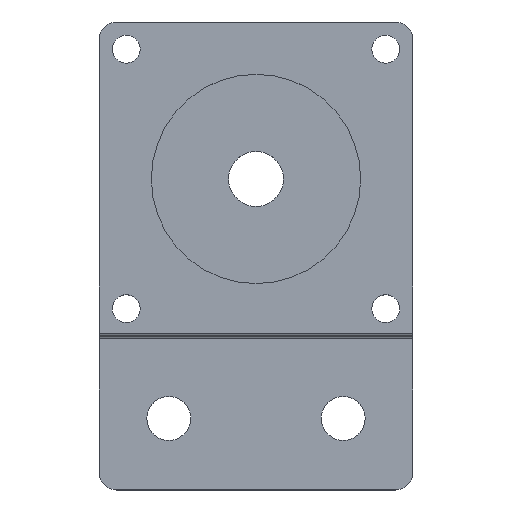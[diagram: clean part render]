
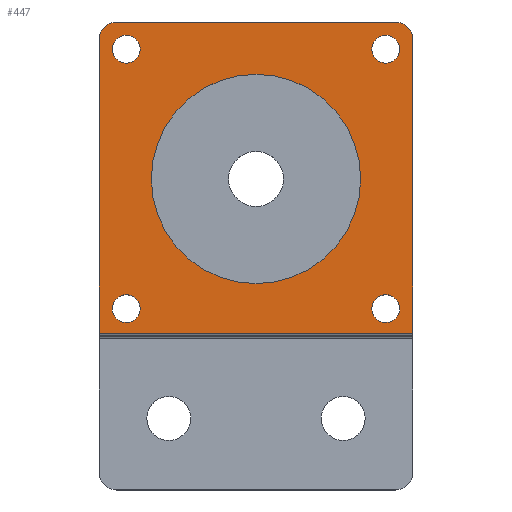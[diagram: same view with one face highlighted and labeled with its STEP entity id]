
A CAD part, top view. The second image highlights one B-rep face of the part: STEP entity #447.
In plain terms, the highlighted planar face has unit normal (0, 0, 1).
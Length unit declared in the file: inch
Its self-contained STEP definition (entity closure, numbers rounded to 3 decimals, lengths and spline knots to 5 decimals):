
#18=FACE_BOUND('',#87,.T.);
#19=FACE_BOUND('',#88,.T.);
#20=FACE_BOUND('',#89,.T.);
#21=FACE_BOUND('',#90,.T.);
#22=FACE_BOUND('',#91,.T.);
#37=PLANE('',#512);
#60=FACE_OUTER_BOUND('',#86,.T.);
#86=EDGE_LOOP('',(#386,#387,#388,#389,#390,#391));
#87=EDGE_LOOP('',(#392));
#88=EDGE_LOOP('',(#393));
#89=EDGE_LOOP('',(#394));
#90=EDGE_LOOP('',(#395));
#91=EDGE_LOOP('',(#396));
#110=LINE('',#698,#142);
#114=LINE('',#706,#146);
#124=LINE('',#749,#156);
#130=LINE('',#765,#162);
#142=VECTOR('',#564,0.3937);
#146=VECTOR('',#570,0.3937);
#156=VECTOR('',#620,0.3937);
#162=VECTOR('',#634,0.3937);
#164=CIRCLE('',#464,0.75);
#177=CIRCLE('',#487,0.1);
#179=CIRCLE('',#490,0.1);
#182=CIRCLE('',#495,0.1);
#185=CIRCLE('',#500,0.1);
#188=CIRCLE('',#505,0.125);
#190=CIRCLE('',#509,0.125);
#192=VERTEX_POINT('',#652);
#208=VERTEX_POINT('',#694);
#209=VERTEX_POINT('',#696);
#212=VERTEX_POINT('',#704);
#215=VERTEX_POINT('',#716);
#217=VERTEX_POINT('',#722);
#220=VERTEX_POINT('',#732);
#223=VERTEX_POINT('',#742);
#225=VERTEX_POINT('',#748);
#229=VERTEX_POINT('',#758);
#231=VERTEX_POINT('',#764);
#232=EDGE_CURVE('',#192,#192,#164,.T.);
#254=EDGE_CURVE('',#208,#209,#110,.T.);
#258=EDGE_CURVE('',#209,#212,#114,.T.);
#263=EDGE_CURVE('',#215,#215,#177,.T.);
#266=EDGE_CURVE('',#217,#217,#179,.T.);
#271=EDGE_CURVE('',#220,#220,#182,.T.);
#276=EDGE_CURVE('',#223,#223,#185,.T.);
#279=EDGE_CURVE('',#225,#208,#124,.T.);
#284=EDGE_CURVE('',#229,#225,#188,.T.);
#287=EDGE_CURVE('',#231,#229,#130,.T.);
#290=EDGE_CURVE('',#212,#231,#190,.T.);
#386=ORIENTED_EDGE('',*,*,#254,.T.);
#387=ORIENTED_EDGE('',*,*,#258,.T.);
#388=ORIENTED_EDGE('',*,*,#290,.T.);
#389=ORIENTED_EDGE('',*,*,#287,.T.);
#390=ORIENTED_EDGE('',*,*,#284,.T.);
#391=ORIENTED_EDGE('',*,*,#279,.T.);
#392=ORIENTED_EDGE('',*,*,#232,.T.);
#393=ORIENTED_EDGE('',*,*,#276,.T.);
#394=ORIENTED_EDGE('',*,*,#271,.T.);
#395=ORIENTED_EDGE('',*,*,#266,.T.);
#396=ORIENTED_EDGE('',*,*,#263,.T.);
#447=ADVANCED_FACE('',(#60,#18,#19,#20,#21,#22),#37,.T.);
#464=AXIS2_PLACEMENT_3D('',#653,#518,#519);
#487=AXIS2_PLACEMENT_3D('',#717,#582,#583);
#490=AXIS2_PLACEMENT_3D('',#723,#589,#590);
#495=AXIS2_PLACEMENT_3D('',#733,#601,#602);
#500=AXIS2_PLACEMENT_3D('',#743,#613,#614);
#505=AXIS2_PLACEMENT_3D('',#759,#628,#629);
#509=AXIS2_PLACEMENT_3D('',#769,#640,#641);
#512=AXIS2_PLACEMENT_3D('',#772,#646,#647);
#518=DIRECTION('center_axis',(0.,0.,-1.));
#519=DIRECTION('ref_axis',(1.,0.,0.));
#564=DIRECTION('',(1.,0.,0.));
#570=DIRECTION('',(0.,1.,0.));
#582=DIRECTION('center_axis',(0.,0.,-1.));
#583=DIRECTION('ref_axis',(1.,0.,0.));
#589=DIRECTION('center_axis',(0.,0.,-1.));
#590=DIRECTION('ref_axis',(1.,0.,0.));
#601=DIRECTION('center_axis',(0.,0.,-1.));
#602=DIRECTION('ref_axis',(1.,0.,0.));
#613=DIRECTION('center_axis',(0.,0.,-1.));
#614=DIRECTION('ref_axis',(1.,0.,0.));
#620=DIRECTION('',(0.,-1.,0.));
#628=DIRECTION('center_axis',(0.,0.,1.));
#629=DIRECTION('ref_axis',(0.,1.,0.));
#634=DIRECTION('',(-1.,0.,0.));
#640=DIRECTION('center_axis',(0.,0.,1.));
#641=DIRECTION('ref_axis',(1.,0.,0.));
#646=DIRECTION('center_axis',(0.,0.,1.));
#647=DIRECTION('ref_axis',(1.,0.,0.));
#652=CARTESIAN_POINT('',(-1.84689,1.63091,0.345));
#653=CARTESIAN_POINT('Origin',(-1.09689,1.63091,0.345));
#694=CARTESIAN_POINT('',(-2.22189,0.52591,0.345));
#696=CARTESIAN_POINT('',(0.02811,0.52591,0.345));
#698=CARTESIAN_POINT('',(0.02811,0.52591,0.345));
#704=CARTESIAN_POINT('',(0.02811,2.63091,0.345));
#706=CARTESIAN_POINT('',(0.02811,2.63091,0.345));
#716=CARTESIAN_POINT('',(-0.26689,0.70091,0.345));
#717=CARTESIAN_POINT('Origin',(-0.16689,0.70091,0.345));
#722=CARTESIAN_POINT('',(-2.12689,2.56091,0.345));
#723=CARTESIAN_POINT('Origin',(-2.02689,2.56091,0.345));
#732=CARTESIAN_POINT('',(-0.26689,2.56091,0.345));
#733=CARTESIAN_POINT('Origin',(-0.16689,2.56091,0.345));
#742=CARTESIAN_POINT('',(-2.12689,0.70091,0.345));
#743=CARTESIAN_POINT('Origin',(-2.02689,0.70091,0.345));
#748=CARTESIAN_POINT('',(-2.22189,2.63091,0.345));
#749=CARTESIAN_POINT('',(-2.22189,-0.47309,0.345));
#758=CARTESIAN_POINT('',(-2.09689,2.75591,0.345));
#759=CARTESIAN_POINT('Origin',(-2.09689,2.63091,0.345));
#764=CARTESIAN_POINT('',(-0.09689,2.75591,0.345));
#765=CARTESIAN_POINT('',(-2.09689,2.75591,0.345));
#769=CARTESIAN_POINT('Origin',(-0.09689,2.63091,0.345));
#772=CARTESIAN_POINT('Origin',(-1.09689,1.07891,0.345));
